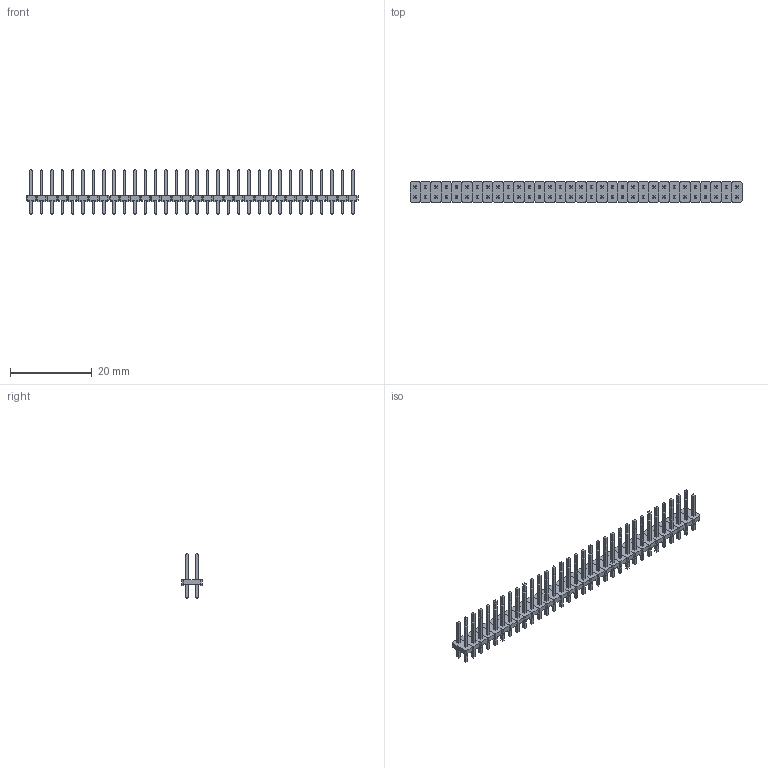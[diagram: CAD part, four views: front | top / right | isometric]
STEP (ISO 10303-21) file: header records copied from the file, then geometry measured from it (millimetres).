
FILE_DESCRIPTION(/* description */ (''),/* implementation_level */ '2;1');
FILE_NAME(/* name */ 'SAMTEC_MTLW-132-07-L-D-250.stp',/* time_stamp */ '2015-12-16T15:48:52+01:00',/* author */ ('riccim'),/* organization */ (''),/* preprocessor_version */ 'ST-DEVELOPER v15.5',/* originating_system */ 'AutoCAD Mechanical',/* authorisation */ '');
FILE_SCHEMA (('AUTOMOTIVE_DESIGN { 1 0 10303 214 3 1 1 }'));
Length unit declared in the file: millimetre
Products named in the file (1): Product
Bounding box: 81.28 x 5.03 x 10.92 mm (x, y, z)
Volume: 712.8 mm3; surface area: 3048.9 mm2
Topology: 160 solids, 160 shells, 2112 faces, 4736 edges, 2944 vertices
Faces by surface type: plane 2112
Entity records: 56467 total; most frequent: CARTESIAN_POINT 9793, ORIENTED_EDGE 9472, DIRECTION 8962, LINE 4736, VECTOR 4736, EDGE_CURVE 4736, VERTEX_POINT 2944, AXIS2_PLACEMENT_3D 2113
